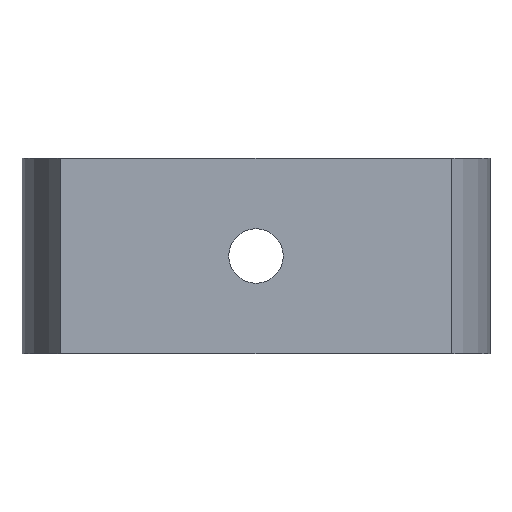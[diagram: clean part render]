
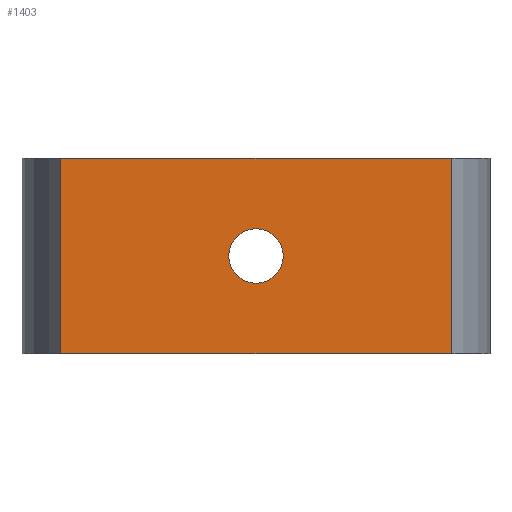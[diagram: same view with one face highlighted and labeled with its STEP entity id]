
A CAD part, left-side view. The second image highlights one B-rep face of the part: STEP entity #1403.
In plain terms, the highlighted planar face has unit normal (-1, 0, 0).
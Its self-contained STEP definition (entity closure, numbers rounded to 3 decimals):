
#73 = PLANE('',#74);
#74 = AXIS2_PLACEMENT_3D('',#75,#76,#77);
#75 = CARTESIAN_POINT('',(14.72,0.,15.));
#76 = DIRECTION('',(0.,0.,1.));
#77 = DIRECTION('',(1.,0.,0.));
#128 = PLANE('',#129);
#129 = AXIS2_PLACEMENT_3D('',#130,#131,#132);
#130 = CARTESIAN_POINT('',(14.72,0.,0.));
#131 = DIRECTION('',(0.,0.,1.));
#132 = DIRECTION('',(1.,0.,0.));
#597 = VERTEX_POINT('',#598);
#598 = CARTESIAN_POINT('',(0.,-15.,0.));
#612 = PLANE('',#613);
#613 = AXIS2_PLACEMENT_3D('',#614,#615,#616);
#614 = CARTESIAN_POINT('',(0.,-15.,0.));
#615 = DIRECTION('',(0.,1.,0.));
#616 = DIRECTION('',(1.,0.,0.));
#624 = EDGE_CURVE('',#625,#597,#627,.T.);
#625 = VERTEX_POINT('',#626);
#626 = CARTESIAN_POINT('',(0.,15.,0.));
#627 = SURFACE_CURVE('',#628,(#632,#639),.PCURVE_S1.);
#628 = LINE('',#629,#630);
#629 = CARTESIAN_POINT('',(0.,15.,0.));
#630 = VECTOR('',#631,1.);
#631 = DIRECTION('',(0.,-1.,0.));
#632 = PCURVE('',#128,#633);
#633 = DEFINITIONAL_REPRESENTATION('',(#634),#638);
#634 = LINE('',#635,#636);
#635 = CARTESIAN_POINT('',(-14.72,15.));
#636 = VECTOR('',#637,1.);
#637 = DIRECTION('',(0.,-1.));
#638 = ( GEOMETRIC_REPRESENTATION_CONTEXT(2) 
PARAMETRIC_REPRESENTATION_CONTEXT() REPRESENTATION_CONTEXT('2D SPACE',''
  ) );
#639 = PCURVE('',#640,#645);
#640 = PLANE('',#641);
#641 = AXIS2_PLACEMENT_3D('',#642,#643,#644);
#642 = CARTESIAN_POINT('',(0.,15.,0.));
#643 = DIRECTION('',(1.,0.,0.));
#644 = DIRECTION('',(0.,-1.,0.));
#645 = DEFINITIONAL_REPRESENTATION('',(#646),#650);
#646 = LINE('',#647,#648);
#647 = CARTESIAN_POINT('',(0.,0.));
#648 = VECTOR('',#649,1.);
#649 = DIRECTION('',(1.,0.));
#650 = ( GEOMETRIC_REPRESENTATION_CONTEXT(2) 
PARAMETRIC_REPRESENTATION_CONTEXT() REPRESENTATION_CONTEXT('2D SPACE',''
  ) );
#668 = PLANE('',#669);
#669 = AXIS2_PLACEMENT_3D('',#670,#671,#672);
#670 = CARTESIAN_POINT('',(5.,15.,0.));
#671 = DIRECTION('',(0.,-1.,0.));
#672 = DIRECTION('',(-1.,0.,0.));
#830 = VERTEX_POINT('',#831);
#831 = CARTESIAN_POINT('',(0.,-15.,15.));
#852 = EDGE_CURVE('',#853,#830,#855,.T.);
#853 = VERTEX_POINT('',#854);
#854 = CARTESIAN_POINT('',(0.,15.,15.));
#855 = SURFACE_CURVE('',#856,(#860,#867),.PCURVE_S1.);
#856 = LINE('',#857,#858);
#857 = CARTESIAN_POINT('',(0.,15.,15.));
#858 = VECTOR('',#859,1.);
#859 = DIRECTION('',(0.,-1.,0.));
#860 = PCURVE('',#73,#861);
#861 = DEFINITIONAL_REPRESENTATION('',(#862),#866);
#862 = LINE('',#863,#864);
#863 = CARTESIAN_POINT('',(-14.72,15.));
#864 = VECTOR('',#865,1.);
#865 = DIRECTION('',(0.,-1.));
#866 = ( GEOMETRIC_REPRESENTATION_CONTEXT(2) 
PARAMETRIC_REPRESENTATION_CONTEXT() REPRESENTATION_CONTEXT('2D SPACE',''
  ) );
#867 = PCURVE('',#640,#868);
#868 = DEFINITIONAL_REPRESENTATION('',(#869),#873);
#869 = LINE('',#870,#871);
#870 = CARTESIAN_POINT('',(0.,-15.));
#871 = VECTOR('',#872,1.);
#872 = DIRECTION('',(1.,0.));
#873 = ( GEOMETRIC_REPRESENTATION_CONTEXT(2) 
PARAMETRIC_REPRESENTATION_CONTEXT() REPRESENTATION_CONTEXT('2D SPACE',''
  ) );
#1380 = EDGE_CURVE('',#597,#830,#1381,.T.);
#1381 = SURFACE_CURVE('',#1382,(#1386,#1393),.PCURVE_S1.);
#1382 = LINE('',#1383,#1384);
#1383 = CARTESIAN_POINT('',(0.,-15.,0.));
#1384 = VECTOR('',#1385,1.);
#1385 = DIRECTION('',(0.,0.,1.));
#1386 = PCURVE('',#612,#1387);
#1387 = DEFINITIONAL_REPRESENTATION('',(#1388),#1392);
#1388 = LINE('',#1389,#1390);
#1389 = CARTESIAN_POINT('',(0.,0.));
#1390 = VECTOR('',#1391,1.);
#1391 = DIRECTION('',(0.,-1.));
#1392 = ( GEOMETRIC_REPRESENTATION_CONTEXT(2) 
PARAMETRIC_REPRESENTATION_CONTEXT() REPRESENTATION_CONTEXT('2D SPACE',''
  ) );
#1393 = PCURVE('',#640,#1394);
#1394 = DEFINITIONAL_REPRESENTATION('',(#1395),#1399);
#1395 = LINE('',#1396,#1397);
#1396 = CARTESIAN_POINT('',(30.,0.));
#1397 = VECTOR('',#1398,1.);
#1398 = DIRECTION('',(0.,-1.));
#1399 = ( GEOMETRIC_REPRESENTATION_CONTEXT(2) 
PARAMETRIC_REPRESENTATION_CONTEXT() REPRESENTATION_CONTEXT('2D SPACE',''
  ) );
#1403 = ADVANCED_FACE('',(#1404,#1430),#640,.F.);
#1404 = FACE_BOUND('',#1405,.F.);
#1405 = EDGE_LOOP('',(#1406,#1427,#1428,#1429));
#1406 = ORIENTED_EDGE('',*,*,#1407,.T.);
#1407 = EDGE_CURVE('',#625,#853,#1408,.T.);
#1408 = SURFACE_CURVE('',#1409,(#1413,#1420),.PCURVE_S1.);
#1409 = LINE('',#1410,#1411);
#1410 = CARTESIAN_POINT('',(0.,15.,0.));
#1411 = VECTOR('',#1412,1.);
#1412 = DIRECTION('',(0.,0.,1.));
#1413 = PCURVE('',#640,#1414);
#1414 = DEFINITIONAL_REPRESENTATION('',(#1415),#1419);
#1415 = LINE('',#1416,#1417);
#1416 = CARTESIAN_POINT('',(0.,0.));
#1417 = VECTOR('',#1418,1.);
#1418 = DIRECTION('',(0.,-1.));
#1419 = ( GEOMETRIC_REPRESENTATION_CONTEXT(2) 
PARAMETRIC_REPRESENTATION_CONTEXT() REPRESENTATION_CONTEXT('2D SPACE',''
  ) );
#1420 = PCURVE('',#668,#1421);
#1421 = DEFINITIONAL_REPRESENTATION('',(#1422),#1426);
#1422 = LINE('',#1423,#1424);
#1423 = CARTESIAN_POINT('',(5.,0.));
#1424 = VECTOR('',#1425,1.);
#1425 = DIRECTION('',(0.,-1.));
#1426 = ( GEOMETRIC_REPRESENTATION_CONTEXT(2) 
PARAMETRIC_REPRESENTATION_CONTEXT() REPRESENTATION_CONTEXT('2D SPACE',''
  ) );
#1427 = ORIENTED_EDGE('',*,*,#852,.T.);
#1428 = ORIENTED_EDGE('',*,*,#1380,.F.);
#1429 = ORIENTED_EDGE('',*,*,#624,.F.);
#1430 = FACE_BOUND('',#1431,.F.);
#1431 = EDGE_LOOP('',(#1432));
#1432 = ORIENTED_EDGE('',*,*,#1433,.T.);
#1433 = EDGE_CURVE('',#1434,#1434,#1436,.T.);
#1434 = VERTEX_POINT('',#1435);
#1435 = CARTESIAN_POINT('',(0.,-2.1,7.5));
#1436 = SURFACE_CURVE('',#1437,(#1442,#1453),.PCURVE_S1.);
#1437 = CIRCLE('',#1438,2.1);
#1438 = AXIS2_PLACEMENT_3D('',#1439,#1440,#1441);
#1439 = CARTESIAN_POINT('',(0.,0.,7.5));
#1440 = DIRECTION('',(-1.,0.,0.));
#1441 = DIRECTION('',(0.,-1.,0.));
#1442 = PCURVE('',#640,#1443);
#1443 = DEFINITIONAL_REPRESENTATION('',(#1444),#1452);
#1444 = ( BOUNDED_CURVE() B_SPLINE_CURVE(2,(#1445,#1446,#1447,#1448,
#1449,#1450,#1451),.UNSPECIFIED.,.T.,.F.) B_SPLINE_CURVE_WITH_KNOTS((1,2
    ,2,2,2,1),(-2.094,0.,2.094,4.189,
6.283,8.378),.UNSPECIFIED.) CURVE() 
GEOMETRIC_REPRESENTATION_ITEM() RATIONAL_B_SPLINE_CURVE((1.,0.5,1.,0.5,
1.,0.5,1.)) REPRESENTATION_ITEM('') );
#1445 = CARTESIAN_POINT('',(17.1,-7.5));
#1446 = CARTESIAN_POINT('',(17.1,-11.137));
#1447 = CARTESIAN_POINT('',(13.95,-9.319));
#1448 = CARTESIAN_POINT('',(10.8,-7.5));
#1449 = CARTESIAN_POINT('',(13.95,-5.681));
#1450 = CARTESIAN_POINT('',(17.1,-3.863));
#1451 = CARTESIAN_POINT('',(17.1,-7.5));
#1452 = ( GEOMETRIC_REPRESENTATION_CONTEXT(2) 
PARAMETRIC_REPRESENTATION_CONTEXT() REPRESENTATION_CONTEXT('2D SPACE',''
  ) );
#1453 = PCURVE('',#1454,#1459);
#1454 = CYLINDRICAL_SURFACE('',#1455,2.1);
#1455 = AXIS2_PLACEMENT_3D('',#1456,#1457,#1458);
#1456 = CARTESIAN_POINT('',(0.,0.,7.5));
#1457 = DIRECTION('',(-1.,0.,0.));
#1458 = DIRECTION('',(0.,-1.,0.));
#1459 = DEFINITIONAL_REPRESENTATION('',(#1460),#1464);
#1460 = LINE('',#1461,#1462);
#1461 = CARTESIAN_POINT('',(0.,0.));
#1462 = VECTOR('',#1463,1.);
#1463 = DIRECTION('',(1.,0.));
#1464 = ( GEOMETRIC_REPRESENTATION_CONTEXT(2) 
PARAMETRIC_REPRESENTATION_CONTEXT() REPRESENTATION_CONTEXT('2D SPACE',''
  ) );
